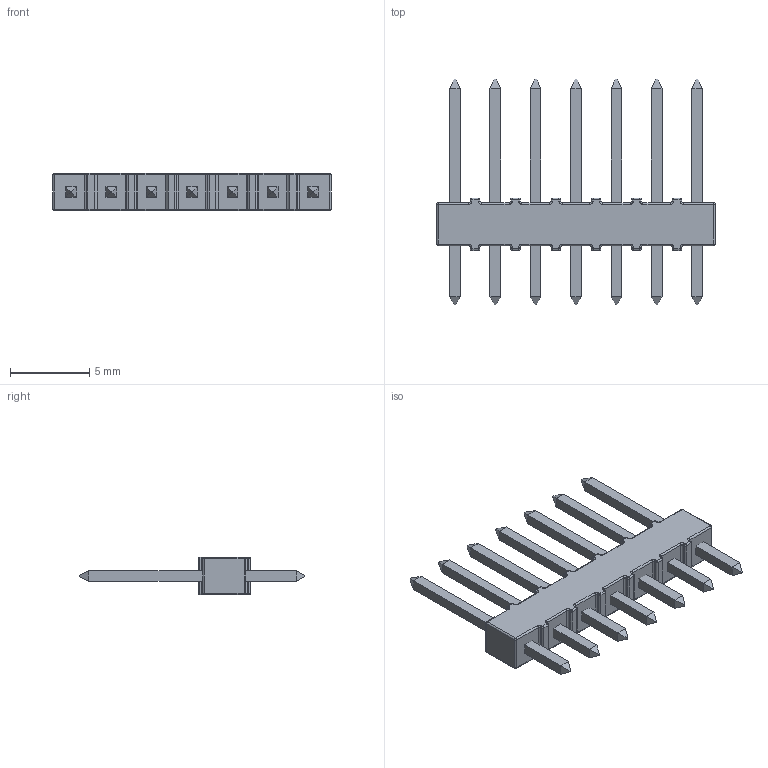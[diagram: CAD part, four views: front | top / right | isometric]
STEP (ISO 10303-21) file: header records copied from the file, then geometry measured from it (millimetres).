
FILE_DESCRIPTION (( 'STEP AP214' ), '1' );
FILE_NAME ('0022032071.STEP', '2018-02-20T21:19:23', ( '' ), ( '' ), 'SwSTEP 2.0', 'SolidWorks 2014', '' );
FILE_SCHEMA (( 'AUTOMOTIVE_DESIGN' ));
Length unit declared in the file: millimetre
Products named in the file (1): 0022032071
Bounding box: 17.53 x 14.22 x 2.34 mm (x, y, z)
Volume: 149.8 mm3; surface area: 417.4 mm2
Topology: 15 solids, 15 shells, 454 faces, 1008 edges, 528 vertices
Faces by surface type: plane 194, cylinder 156, sphere 56, torus 48
Entity records: 13531 total; most frequent: DIRECTION 2222, CARTESIAN_POINT 1935, ORIENTED_EDGE 1904, EDGE_CURVE 952, AXIS2_PLACEMENT_3D 815, LINE 592, VECTOR 592, VERTEX_POINT 528
